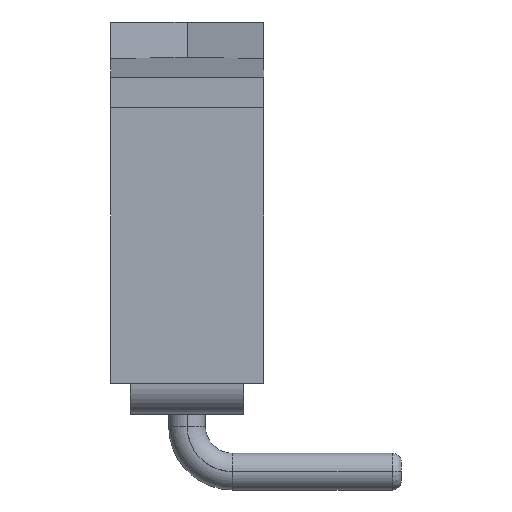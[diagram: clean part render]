
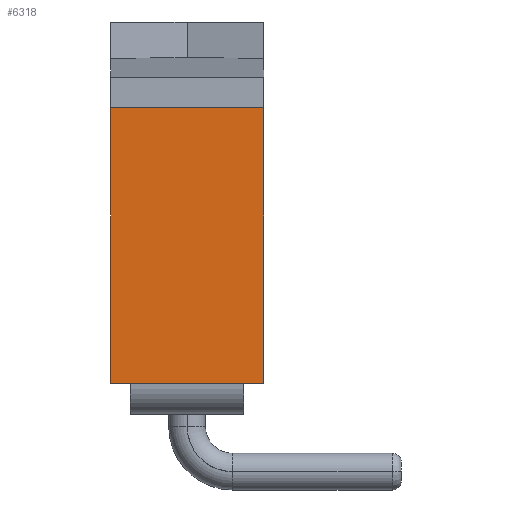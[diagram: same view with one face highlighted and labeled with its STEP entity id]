
A CAD part, left-side view. The second image highlights one B-rep face of the part: STEP entity #6318.
In plain terms, the highlighted planar face has unit normal (-1, 0, 0).
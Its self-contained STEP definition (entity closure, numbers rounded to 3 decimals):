
#4285 = PLANE('',#4286);
#4286 = AXIS2_PLACEMENT_3D('',#4287,#4288,#4289);
#4287 = CARTESIAN_POINT('',(-5.,-1.25,5.));
#4288 = DIRECTION('',(0.,1.,0.));
#4289 = DIRECTION('',(-1.,0.,0.));
#4550 = VERTEX_POINT('',#4551);
#4551 = CARTESIAN_POINT('',(-5.,-1.25,0.5));
#4567 = PLANE('',#4568);
#4568 = AXIS2_PLACEMENT_3D('',#4569,#4570,#4571);
#4569 = CARTESIAN_POINT('',(-5.,-1.25,0.5));
#4570 = DIRECTION('',(0.,0.,1.));
#4571 = DIRECTION('',(1.,0.,0.));
#4608 = VERTEX_POINT('',#4609);
#4609 = CARTESIAN_POINT('',(-5.,-1.25,5.));
#4623 = PLANE('',#4624);
#4624 = AXIS2_PLACEMENT_3D('',#4625,#4626,#4627);
#4625 = CARTESIAN_POINT('',(-5.,-1.25,5.));
#4626 = DIRECTION('',(0.,0.,1.));
#4627 = DIRECTION('',(1.,0.,0.));
#4635 = EDGE_CURVE('',#4608,#4550,#4636,.T.);
#4636 = SURFACE_CURVE('',#4637,(#4641,#4648),.PCURVE_S1.);
#4637 = LINE('',#4638,#4639);
#4638 = CARTESIAN_POINT('',(-5.,-1.25,5.));
#4639 = VECTOR('',#4640,1.);
#4640 = DIRECTION('',(0.,0.,-1.));
#4641 = PCURVE('',#4285,#4642);
#4642 = DEFINITIONAL_REPRESENTATION('',(#4643),#4647);
#4643 = LINE('',#4644,#4645);
#4644 = CARTESIAN_POINT('',(0.,0.));
#4645 = VECTOR('',#4646,1.);
#4646 = DIRECTION('',(0.,-1.));
#4647 = ( GEOMETRIC_REPRESENTATION_CONTEXT(2) 
PARAMETRIC_REPRESENTATION_CONTEXT() REPRESENTATION_CONTEXT('2D SPACE',''
  ) );
#4648 = PCURVE('',#4649,#4654);
#4649 = PLANE('',#4650);
#4650 = AXIS2_PLACEMENT_3D('',#4651,#4652,#4653);
#4651 = CARTESIAN_POINT('',(-5.,1.25,5.));
#4652 = DIRECTION('',(1.,0.,0.));
#4653 = DIRECTION('',(0.,0.,-1.));
#4654 = DEFINITIONAL_REPRESENTATION('',(#4655),#4659);
#4655 = LINE('',#4656,#4657);
#4656 = CARTESIAN_POINT('',(0.,-2.5));
#4657 = VECTOR('',#4658,1.);
#4658 = DIRECTION('',(1.,0.));
#4659 = ( GEOMETRIC_REPRESENTATION_CONTEXT(2) 
PARAMETRIC_REPRESENTATION_CONTEXT() REPRESENTATION_CONTEXT('2D SPACE',''
  ) );
#5342 = PLANE('',#5343);
#5343 = AXIS2_PLACEMENT_3D('',#5344,#5345,#5346);
#5344 = CARTESIAN_POINT('',(5.,1.25,5.));
#5345 = DIRECTION('',(0.,-1.,0.));
#5346 = DIRECTION('',(1.,0.,0.));
#5620 = VERTEX_POINT('',#5621);
#5621 = CARTESIAN_POINT('',(-5.,1.25,0.5));
#5642 = EDGE_CURVE('',#5643,#5620,#5645,.T.);
#5643 = VERTEX_POINT('',#5644);
#5644 = CARTESIAN_POINT('',(-5.,1.25,5.));
#5645 = SURFACE_CURVE('',#5646,(#5650,#5657),.PCURVE_S1.);
#5646 = LINE('',#5647,#5648);
#5647 = CARTESIAN_POINT('',(-5.,1.25,5.));
#5648 = VECTOR('',#5649,1.);
#5649 = DIRECTION('',(0.,0.,-1.));
#5650 = PCURVE('',#5342,#5651);
#5651 = DEFINITIONAL_REPRESENTATION('',(#5652),#5656);
#5652 = LINE('',#5653,#5654);
#5653 = CARTESIAN_POINT('',(-10.,0.));
#5654 = VECTOR('',#5655,1.);
#5655 = DIRECTION('',(0.,-1.));
#5656 = ( GEOMETRIC_REPRESENTATION_CONTEXT(2) 
PARAMETRIC_REPRESENTATION_CONTEXT() REPRESENTATION_CONTEXT('2D SPACE',''
  ) );
#5657 = PCURVE('',#4649,#5658);
#5658 = DEFINITIONAL_REPRESENTATION('',(#5659),#5663);
#5659 = LINE('',#5660,#5661);
#5660 = CARTESIAN_POINT('',(0.,0.));
#5661 = VECTOR('',#5662,1.);
#5662 = DIRECTION('',(1.,0.));
#5663 = ( GEOMETRIC_REPRESENTATION_CONTEXT(2) 
PARAMETRIC_REPRESENTATION_CONTEXT() REPRESENTATION_CONTEXT('2D SPACE',''
  ) );
#5930 = EDGE_CURVE('',#5620,#4550,#5931,.T.);
#5931 = SURFACE_CURVE('',#5932,(#5936,#5943),.PCURVE_S1.);
#5932 = LINE('',#5933,#5934);
#5933 = CARTESIAN_POINT('',(-5.,1.25,0.5));
#5934 = VECTOR('',#5935,1.);
#5935 = DIRECTION('',(0.,-1.,0.));
#5936 = PCURVE('',#4567,#5937);
#5937 = DEFINITIONAL_REPRESENTATION('',(#5938),#5942);
#5938 = LINE('',#5939,#5940);
#5939 = CARTESIAN_POINT('',(0.,2.5));
#5940 = VECTOR('',#5941,1.);
#5941 = DIRECTION('',(0.,-1.));
#5942 = ( GEOMETRIC_REPRESENTATION_CONTEXT(2) 
PARAMETRIC_REPRESENTATION_CONTEXT() REPRESENTATION_CONTEXT('2D SPACE',''
  ) );
#5943 = PCURVE('',#4649,#5944);
#5944 = DEFINITIONAL_REPRESENTATION('',(#5945),#5949);
#5945 = LINE('',#5946,#5947);
#5946 = CARTESIAN_POINT('',(4.5,0.));
#5947 = VECTOR('',#5948,1.);
#5948 = DIRECTION('',(0.,-1.));
#5949 = ( GEOMETRIC_REPRESENTATION_CONTEXT(2) 
PARAMETRIC_REPRESENTATION_CONTEXT() REPRESENTATION_CONTEXT('2D SPACE',''
  ) );
#6169 = EDGE_CURVE('',#5643,#4608,#6170,.T.);
#6170 = SURFACE_CURVE('',#6171,(#6175,#6182),.PCURVE_S1.);
#6171 = LINE('',#6172,#6173);
#6172 = CARTESIAN_POINT('',(-5.,1.25,5.));
#6173 = VECTOR('',#6174,1.);
#6174 = DIRECTION('',(0.,-1.,0.));
#6175 = PCURVE('',#4623,#6176);
#6176 = DEFINITIONAL_REPRESENTATION('',(#6177),#6181);
#6177 = LINE('',#6178,#6179);
#6178 = CARTESIAN_POINT('',(0.,2.5));
#6179 = VECTOR('',#6180,1.);
#6180 = DIRECTION('',(0.,-1.));
#6181 = ( GEOMETRIC_REPRESENTATION_CONTEXT(2) 
PARAMETRIC_REPRESENTATION_CONTEXT() REPRESENTATION_CONTEXT('2D SPACE',''
  ) );
#6182 = PCURVE('',#4649,#6183);
#6183 = DEFINITIONAL_REPRESENTATION('',(#6184),#6188);
#6184 = LINE('',#6185,#6186);
#6185 = CARTESIAN_POINT('',(0.,0.));
#6186 = VECTOR('',#6187,1.);
#6187 = DIRECTION('',(0.,-1.));
#6188 = ( GEOMETRIC_REPRESENTATION_CONTEXT(2) 
PARAMETRIC_REPRESENTATION_CONTEXT() REPRESENTATION_CONTEXT('2D SPACE',''
  ) );
#6318 = ADVANCED_FACE('',(#6319),#4649,.F.);
#6319 = FACE_BOUND('',#6320,.T.);
#6320 = EDGE_LOOP('',(#6321,#6322,#6323,#6324));
#6321 = ORIENTED_EDGE('',*,*,#5930,.T.);
#6322 = ORIENTED_EDGE('',*,*,#4635,.F.);
#6323 = ORIENTED_EDGE('',*,*,#6169,.F.);
#6324 = ORIENTED_EDGE('',*,*,#5642,.T.);
